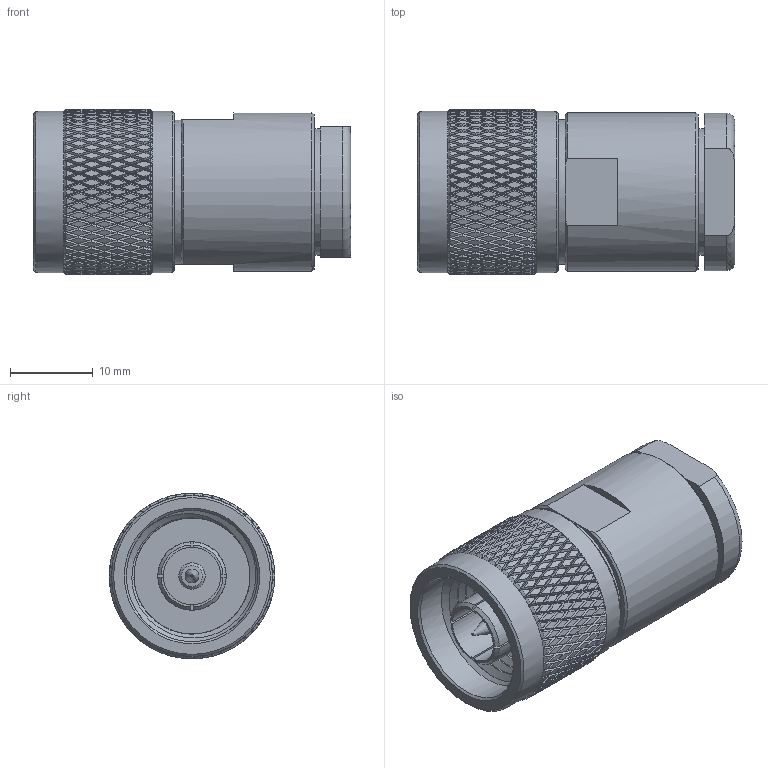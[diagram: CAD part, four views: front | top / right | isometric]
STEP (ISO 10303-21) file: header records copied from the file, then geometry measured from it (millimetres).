
FILE_DESCRIPTION (( 'STEP AP203' ), '1' );
FILE_NAME ('PE4132_3D.step', '2021-01-11T18:05:07', ( '' ), ( '' ), 'SwSTEP 2.0', 'SolidWorks 2018', '' );
FILE_SCHEMA (( 'CONFIG_CONTROL_DESIGN' ));
Length unit declared in the file: inch
Products named in the file (1): PE4132_3D
Bounding box: 38.31 x 20 x 20 mm (x, y, z)
Volume: 8200 mm3; surface area: 5745.3 mm2
Topology: 1 solids, 2 shells, 2510 faces, 5122 edges, 2621 vertices
Faces by surface type: bspline 1771, cylinder 460, cone 239, plane 38, torus 2
Full cylindrical faces by diameter (mm): 1.685 x1, 2.5 x1, 3.175 x1, 6.985 x1, 8.255 x1, 11.3 x1, 15.343 x1, 15.875 x5, 17.467 x1, 19.17 x1, 19.461 x2
Entity records: 92170 total; most frequent: CARTESIAN_POINT 59661, ORIENTED_EDGE 10142, EDGE_CURVE 5071, VERTEX_POINT 2599, EDGE_LOOP 2536, FACE_OUTER_BOUND 2517, ADVANCED_FACE 2505, DIRECTION 2424
